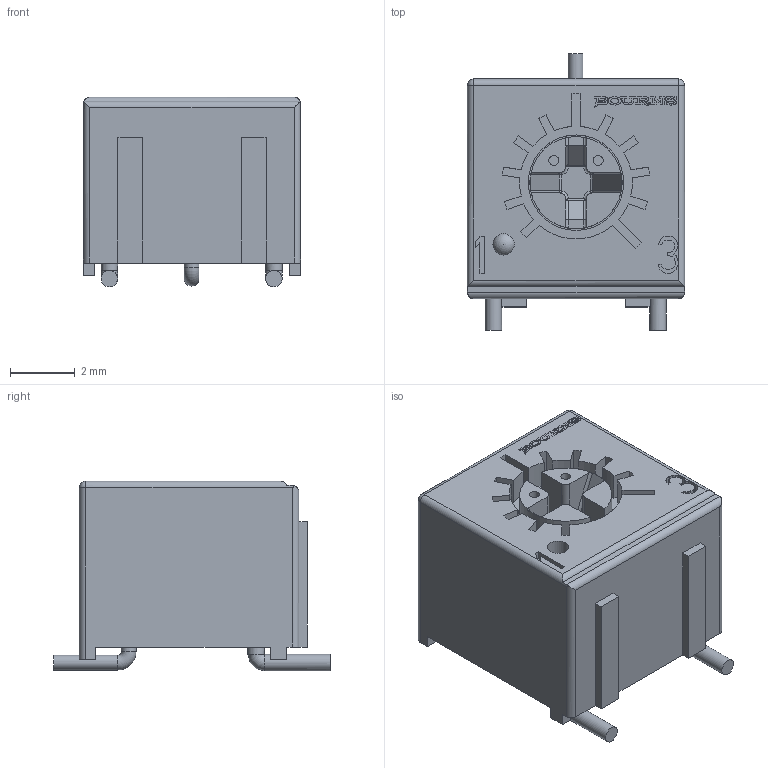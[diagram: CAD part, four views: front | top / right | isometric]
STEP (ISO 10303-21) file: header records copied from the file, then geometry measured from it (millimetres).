
FILE_DESCRIPTION(/* description */ (''),/* implementation_level */ '2;1');
FILE_NAME(/* name */ '3361P-1-502GLF.stp',/* time_stamp */ '2020-01-07T17:19:43+02:00',/* author */ ('Khaled'),/* organization */ (''),/* preprocessor_version */ 'ST-DEVELOPER v17.2',/* originating_system */ 'Autodesk Inventor 2019',/* authorisation */ '');
FILE_SCHEMA (('AUTOMOTIVE_DESIGN { 1 0 10303 214 3 1 1 }'));
Length unit declared in the file: inch
Products named in the file (4): 3361P-1-502GLF; Body; Leads; Bourns
Assembly tree (3 placements, depth 2):
  3361P-1-502GLF
    Body
    Leads
    Bourns
Bounding box: 6.71 x 8.53 x 5.86 mm (x, y, z)
Volume: 223.2 mm3; surface area: 334.3 mm2
Topology: 10 solids, 17 shells, 500 faces, 1360 edges, 900 vertices
Faces by surface type: plane 286, bspline 133, cylinder 66, sphere 8, torus 7
Full cylindrical faces by diameter (mm): 0.305 x2, 0.406 x1, 0.457 x2, 0.508 x4, 0.66 x2, 2.845 x1, 2.946 x1
Entity records: 16848 total; most frequent: CARTESIAN_POINT 4692, ORIENTED_EDGE 2716, DIRECTION 2103, EDGE_CURVE 1358, LINE 901, VECTOR 901, VERTEX_POINT 900, AXIS2_PLACEMENT_3D 601
